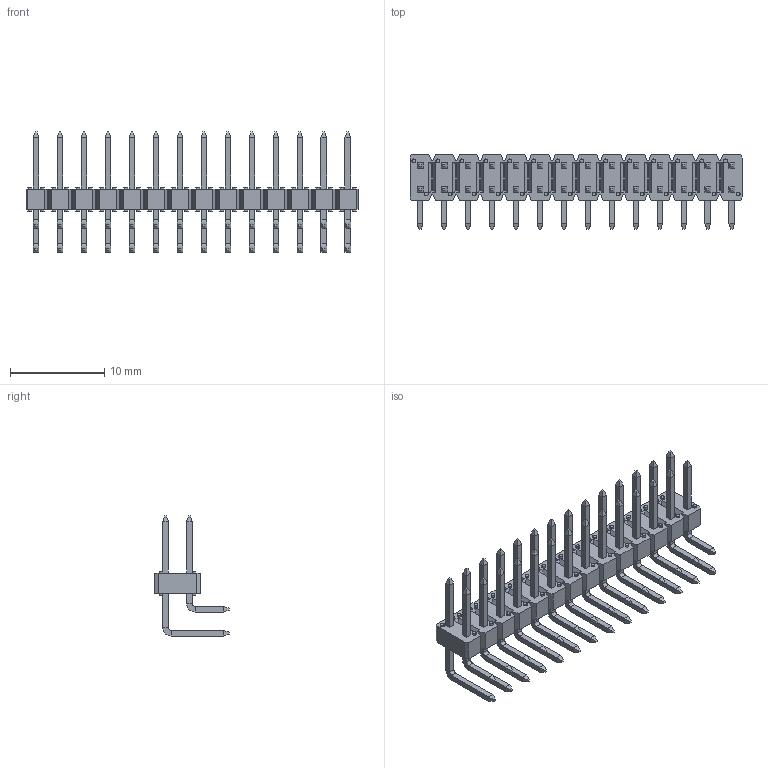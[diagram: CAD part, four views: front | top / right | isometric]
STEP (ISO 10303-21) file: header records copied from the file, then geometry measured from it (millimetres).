
FILE_DESCRIPTION (( 'STEP AP214' ), '1' );
FILE_NAME ('77317-104-28LF.STEP', '2023-09-13T11:23:48', ( '' ), ( '' ), 'SwSTEP 2.0', 'SolidWorks 2021', '' );
FILE_SCHEMA (( 'AUTOMOTIVE_DESIGN' ));
Length unit declared in the file: millimetre
Products named in the file (1): 77317-104-28LF
Bounding box: 35.16 x 7.9 x 12.71 mm (x, y, z)
Volume: 471.2 mm3; surface area: 1671.4 mm2
Topology: 1 solids, 1 shells, 1196 faces, 2776 edges, 1664 vertices
Faces by surface type: plane 1028, cylinder 168
Entity records: 32982 total; most frequent: CARTESIAN_POINT 5637, ORIENTED_EDGE 5552, DIRECTION 5506, EDGE_CURVE 2776, LINE 2440, VECTOR 2440, VERTEX_POINT 1664, AXIS2_PLACEMENT_3D 1533
